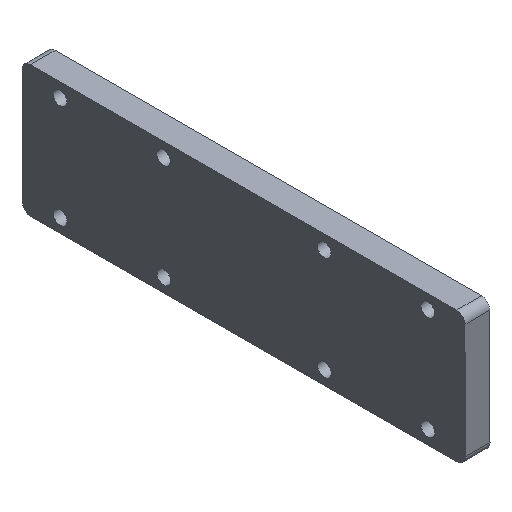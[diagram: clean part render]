
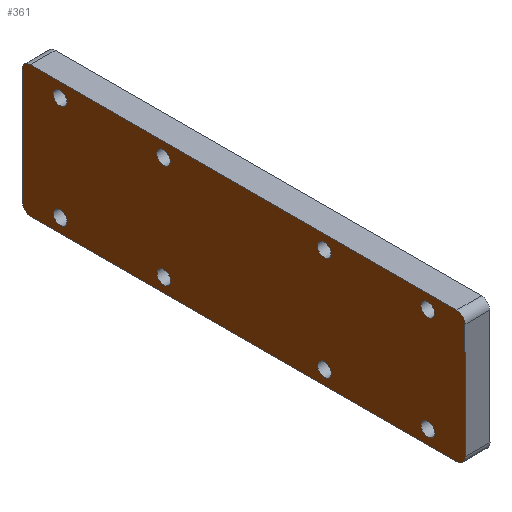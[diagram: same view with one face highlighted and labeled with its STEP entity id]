
A CAD part, isometric view. The second image highlights one B-rep face of the part: STEP entity #361.
In plain terms, the highlighted planar face has unit normal (-1, 0, 0).
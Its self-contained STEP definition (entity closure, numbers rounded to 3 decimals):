
#39=FACE_BOUND('',#74,.T.);
#40=FACE_BOUND('',#75,.T.);
#41=FACE_BOUND('',#76,.T.);
#42=FACE_BOUND('',#77,.T.);
#43=FACE_BOUND('',#78,.T.);
#44=FACE_BOUND('',#79,.T.);
#45=FACE_BOUND('',#80,.T.);
#46=FACE_BOUND('',#81,.T.);
#55=FACE_OUTER_BOUND('',#73,.T.);
#73=EDGE_LOOP('',(#259,#260,#261,#262,#263,#264,#265,#266));
#74=EDGE_LOOP('',(#267));
#75=EDGE_LOOP('',(#268));
#76=EDGE_LOOP('',(#269));
#77=EDGE_LOOP('',(#270));
#78=EDGE_LOOP('',(#271));
#79=EDGE_LOOP('',(#272));
#80=EDGE_LOOP('',(#273));
#81=EDGE_LOOP('',(#274));
#107=LINE('',#572,#131);
#108=LINE('',#576,#132);
#109=LINE('',#580,#133);
#110=LINE('',#583,#134);
#131=VECTOR('',#453,10.);
#132=VECTOR('',#456,10.);
#133=VECTOR('',#459,10.);
#134=VECTOR('',#462,10.);
#155=CIRCLE('',#397,2.);
#156=CIRCLE('',#398,2.);
#157=CIRCLE('',#399,2.);
#158=CIRCLE('',#400,2.);
#159=CIRCLE('',#401,1.625);
#160=CIRCLE('',#402,1.625);
#161=CIRCLE('',#403,1.625);
#162=CIRCLE('',#404,1.625);
#163=CIRCLE('',#405,1.625);
#164=CIRCLE('',#406,1.625);
#165=CIRCLE('',#407,1.625);
#166=CIRCLE('',#408,1.625);
#179=VERTEX_POINT('',#568);
#180=VERTEX_POINT('',#569);
#181=VERTEX_POINT('',#571);
#182=VERTEX_POINT('',#573);
#183=VERTEX_POINT('',#575);
#184=VERTEX_POINT('',#577);
#185=VERTEX_POINT('',#579);
#186=VERTEX_POINT('',#581);
#187=VERTEX_POINT('',#584);
#188=VERTEX_POINT('',#586);
#189=VERTEX_POINT('',#588);
#190=VERTEX_POINT('',#590);
#191=VERTEX_POINT('',#592);
#192=VERTEX_POINT('',#594);
#193=VERTEX_POINT('',#596);
#194=VERTEX_POINT('',#598);
#211=EDGE_CURVE('',#179,#180,#155,.T.);
#212=EDGE_CURVE('',#180,#181,#107,.T.);
#213=EDGE_CURVE('',#181,#182,#156,.T.);
#214=EDGE_CURVE('',#182,#183,#108,.T.);
#215=EDGE_CURVE('',#183,#184,#157,.T.);
#216=EDGE_CURVE('',#184,#185,#109,.T.);
#217=EDGE_CURVE('',#185,#186,#158,.T.);
#218=EDGE_CURVE('',#186,#179,#110,.T.);
#219=EDGE_CURVE('',#187,#187,#159,.T.);
#220=EDGE_CURVE('',#188,#188,#160,.T.);
#221=EDGE_CURVE('',#189,#189,#161,.T.);
#222=EDGE_CURVE('',#190,#190,#162,.T.);
#223=EDGE_CURVE('',#191,#191,#163,.T.);
#224=EDGE_CURVE('',#192,#192,#164,.T.);
#225=EDGE_CURVE('',#193,#193,#165,.T.);
#226=EDGE_CURVE('',#194,#194,#166,.T.);
#259=ORIENTED_EDGE('',*,*,#211,.T.);
#260=ORIENTED_EDGE('',*,*,#212,.T.);
#261=ORIENTED_EDGE('',*,*,#213,.T.);
#262=ORIENTED_EDGE('',*,*,#214,.T.);
#263=ORIENTED_EDGE('',*,*,#215,.T.);
#264=ORIENTED_EDGE('',*,*,#216,.T.);
#265=ORIENTED_EDGE('',*,*,#217,.T.);
#266=ORIENTED_EDGE('',*,*,#218,.T.);
#267=ORIENTED_EDGE('',*,*,#219,.T.);
#268=ORIENTED_EDGE('',*,*,#220,.T.);
#269=ORIENTED_EDGE('',*,*,#221,.T.);
#270=ORIENTED_EDGE('',*,*,#222,.T.);
#271=ORIENTED_EDGE('',*,*,#223,.T.);
#272=ORIENTED_EDGE('',*,*,#224,.T.);
#273=ORIENTED_EDGE('',*,*,#225,.T.);
#274=ORIENTED_EDGE('',*,*,#226,.T.);
#355=PLANE('',#396);
#361=ADVANCED_FACE('',(#55,#39,#40,#41,#42,#43,#44,#45,#46),#355,.F.);
#396=AXIS2_PLACEMENT_3D('',#567,#449,#450);
#397=AXIS2_PLACEMENT_3D('',#570,#451,#452);
#398=AXIS2_PLACEMENT_3D('',#574,#454,#455);
#399=AXIS2_PLACEMENT_3D('',#578,#457,#458);
#400=AXIS2_PLACEMENT_3D('',#582,#460,#461);
#401=AXIS2_PLACEMENT_3D('',#585,#463,#464);
#402=AXIS2_PLACEMENT_3D('',#587,#465,#466);
#403=AXIS2_PLACEMENT_3D('',#589,#467,#468);
#404=AXIS2_PLACEMENT_3D('',#591,#469,#470);
#405=AXIS2_PLACEMENT_3D('',#593,#471,#472);
#406=AXIS2_PLACEMENT_3D('',#595,#473,#474);
#407=AXIS2_PLACEMENT_3D('',#597,#475,#476);
#408=AXIS2_PLACEMENT_3D('',#599,#477,#478);
#449=DIRECTION('center_axis',(1.,0.,0.));
#450=DIRECTION('ref_axis',(0.,0.,-1.));
#451=DIRECTION('center_axis',(-1.,0.,0.));
#452=DIRECTION('ref_axis',(0.,0.707,0.707));
#453=DIRECTION('',(0.,0.,-1.));
#454=DIRECTION('center_axis',(-1.,0.,0.));
#455=DIRECTION('ref_axis',(0.,0.707,-0.707));
#456=DIRECTION('',(0.,-1.,0.));
#457=DIRECTION('center_axis',(-1.,0.,0.));
#458=DIRECTION('ref_axis',(0.,-0.707,-0.707));
#459=DIRECTION('',(0.,0.,1.));
#460=DIRECTION('center_axis',(-1.,0.,0.));
#461=DIRECTION('ref_axis',(0.,-0.707,0.707));
#462=DIRECTION('',(0.,1.,0.));
#463=DIRECTION('center_axis',(1.,0.,0.));
#464=DIRECTION('ref_axis',(0.,-1.,0.));
#465=DIRECTION('center_axis',(1.,0.,0.));
#466=DIRECTION('ref_axis',(0.,-1.,0.));
#467=DIRECTION('center_axis',(1.,0.,0.));
#468=DIRECTION('ref_axis',(0.,-1.,0.));
#469=DIRECTION('center_axis',(1.,0.,0.));
#470=DIRECTION('ref_axis',(0.,-1.,0.));
#471=DIRECTION('center_axis',(1.,0.,0.));
#472=DIRECTION('ref_axis',(0.,-1.,0.));
#473=DIRECTION('center_axis',(1.,0.,0.));
#474=DIRECTION('ref_axis',(0.,-1.,0.));
#475=DIRECTION('center_axis',(1.,0.,0.));
#476=DIRECTION('ref_axis',(0.,-1.,0.));
#477=DIRECTION('center_axis',(1.,0.,0.));
#478=DIRECTION('ref_axis',(0.,-1.,0.));
#567=CARTESIAN_POINT('Origin',(-119.694,432.221,116.921));
#568=CARTESIAN_POINT('',(-119.694,483.721,132.754));
#569=CARTESIAN_POINT('',(-119.694,485.721,130.754));
#570=CARTESIAN_POINT('Origin',(-119.694,483.721,130.754));
#571=CARTESIAN_POINT('',(-119.694,485.721,103.088));
#572=CARTESIAN_POINT('',(-119.694,485.721,124.838));
#573=CARTESIAN_POINT('',(-119.694,483.721,101.088));
#574=CARTESIAN_POINT('Origin',(-119.694,483.721,103.088));
#575=CARTESIAN_POINT('',(-119.694,380.721,101.088));
#576=CARTESIAN_POINT('',(-119.694,458.971,101.088));
#577=CARTESIAN_POINT('',(-119.694,378.721,103.088));
#578=CARTESIAN_POINT('Origin',(-119.694,380.721,103.088));
#579=CARTESIAN_POINT('',(-119.694,378.721,130.754));
#580=CARTESIAN_POINT('',(-119.694,378.721,109.004));
#581=CARTESIAN_POINT('',(-119.694,380.721,132.754));
#582=CARTESIAN_POINT('Origin',(-119.694,380.721,130.754));
#583=CARTESIAN_POINT('',(-119.694,405.471,132.754));
#584=CARTESIAN_POINT('',(-119.694,414.346,104.388));
#585=CARTESIAN_POINT('Origin',(-119.694,412.721,104.388));
#586=CARTESIAN_POINT('',(-119.694,389.346,129.388));
#587=CARTESIAN_POINT('Origin',(-119.694,387.721,129.388));
#588=CARTESIAN_POINT('',(-119.694,478.146,129.388));
#589=CARTESIAN_POINT('Origin',(-119.694,476.521,129.388));
#590=CARTESIAN_POINT('',(-119.694,414.346,129.388));
#591=CARTESIAN_POINT('Origin',(-119.694,412.721,129.388));
#592=CARTESIAN_POINT('',(-119.694,453.146,104.388));
#593=CARTESIAN_POINT('Origin',(-119.694,451.521,104.388));
#594=CARTESIAN_POINT('',(-119.694,453.146,129.388));
#595=CARTESIAN_POINT('Origin',(-119.694,451.521,129.388));
#596=CARTESIAN_POINT('',(-119.694,389.346,104.388));
#597=CARTESIAN_POINT('Origin',(-119.694,387.721,104.388));
#598=CARTESIAN_POINT('',(-119.694,478.146,104.388));
#599=CARTESIAN_POINT('Origin',(-119.694,476.521,104.388));
